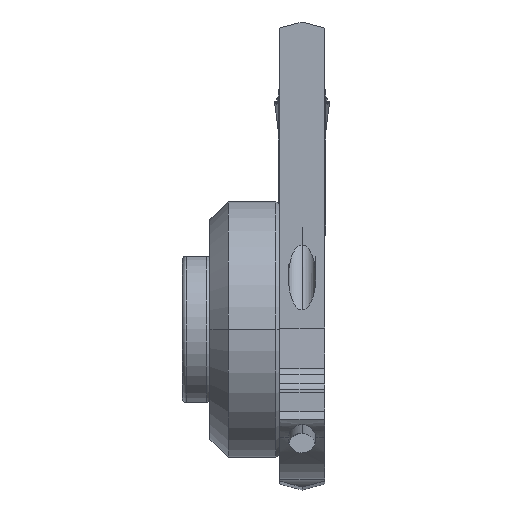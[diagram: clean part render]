
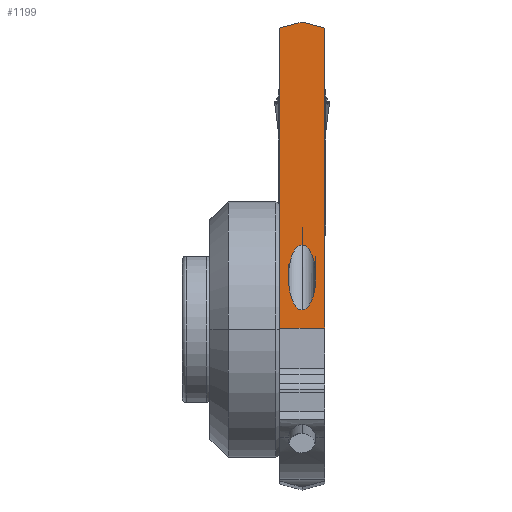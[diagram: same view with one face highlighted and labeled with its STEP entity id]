
A CAD part, top view. The second image highlights one B-rep face of the part: STEP entity #1199.
In plain terms, the highlighted planar face has unit normal (0, 0, 1).
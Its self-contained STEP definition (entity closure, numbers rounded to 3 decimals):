
#52=FACE_BOUND('',#1579,.T.);
#53=FACE_BOUND('',#1580,.T.);
#1199=ADVANCED_FACE('',(#52,#53),#1301,.T.);
#1301=PLANE('',#4546);
#1579=EDGE_LOOP('',(#2285,#2286,#2287,#2288,#2289));
#1580=EDGE_LOOP('',(#2290,#2291));
#1642=ELLIPSE('',#4544,1.775,0.75);
#1643=ELLIPSE('',#4545,1.775,0.75);
#2285=ORIENTED_EDGE('',*,*,#3122,.F.);
#2286=ORIENTED_EDGE('',*,*,#3123,.F.);
#2287=ORIENTED_EDGE('',*,*,#3011,.T.);
#2288=ORIENTED_EDGE('',*,*,#3121,.T.);
#2289=ORIENTED_EDGE('',*,*,#3039,.T.);
#2290=ORIENTED_EDGE('',*,*,#3124,.F.);
#2291=ORIENTED_EDGE('',*,*,#3125,.F.);
#2661=VERTEX_POINT('',#6731);
#2662=VERTEX_POINT('',#6733);
#2687=VERTEX_POINT('',#6787);
#2688=VERTEX_POINT('',#6789);
#2728=VERTEX_POINT('',#7040);
#2729=VERTEX_POINT('',#7043);
#2730=VERTEX_POINT('',#7044);
#3011=EDGE_CURVE('',#2662,#2661,#3707,.T.);
#3039=EDGE_CURVE('',#2688,#2687,#3722,.T.);
#3121=EDGE_CURVE('',#2661,#2688,#3776,.T.);
#3122=EDGE_CURVE('',#2728,#2687,#3777,.T.);
#3123=EDGE_CURVE('',#2662,#2728,#3778,.T.);
#3124=EDGE_CURVE('',#2729,#2730,#1642,.T.);
#3125=EDGE_CURVE('',#2730,#2729,#1643,.T.);
#3707=LINE('',#6732,#3962);
#3722=LINE('',#6788,#3977);
#3776=LINE('',#7037,#4031);
#3777=LINE('',#7039,#4032);
#3778=LINE('',#7041,#4033);
#3962=VECTOR('',#5034,1.);
#3977=VECTOR('',#5079,1.);
#4031=VECTOR('',#5255,1.);
#4032=VECTOR('',#5258,1.);
#4033=VECTOR('',#5259,1.);
#4544=AXIS2_PLACEMENT_3D('',#7042,#5260,#5261);
#4545=AXIS2_PLACEMENT_3D('',#7045,#5262,#5263);
#4546=AXIS2_PLACEMENT_3D('',#7046,#5264,#5265);
#5034=DIRECTION('',(0.,-1.,0.));
#5079=DIRECTION('',(0.,1.,0.));
#5255=DIRECTION('',(1.,0.,0.));
#5258=DIRECTION('',(0.966,-0.259,0.));
#5259=DIRECTION('',(0.966,0.259,0.));
#5260=DIRECTION('',(0.,0.,1.));
#5261=DIRECTION('',(0.,1.,0.));
#5262=DIRECTION('',(0.,0.,1.));
#5263=DIRECTION('',(0.,1.,0.));
#5264=DIRECTION('',(0.,0.,1.));
#5265=DIRECTION('',(0.,-1.,0.));
#6731=CARTESIAN_POINT('',(-2.45,8.976,0.));
#6732=CARTESIAN_POINT('',(-2.45,25.342,0.));
#6733=CARTESIAN_POINT('',(-2.45,25.342,0.));
#6787=CARTESIAN_POINT('',(0.,25.342,0.));
#6788=CARTESIAN_POINT('',(0.,8.976,0.));
#6789=CARTESIAN_POINT('',(0.,8.976,0.));
#7037=CARTESIAN_POINT('',(-2.45,8.976,0.));
#7039=CARTESIAN_POINT('',(-1.225,25.67,0.));
#7040=CARTESIAN_POINT('',(-1.225,25.67,0.));
#7041=CARTESIAN_POINT('',(-2.45,25.342,0.));
#7042=CARTESIAN_POINT('',(-1.225,11.736,0.));
#7043=CARTESIAN_POINT('',(-1.225,13.511,0.));
#7044=CARTESIAN_POINT('',(-1.225,9.961,0.));
#7045=CARTESIAN_POINT('',(-1.225,11.736,0.));
#7046=CARTESIAN_POINT('',(-1.225,17.323,0.));
